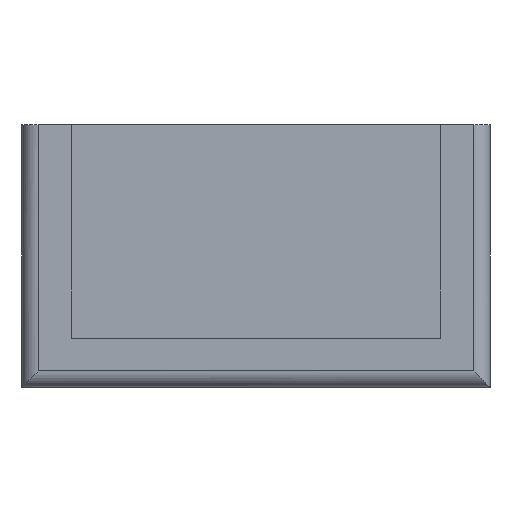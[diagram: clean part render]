
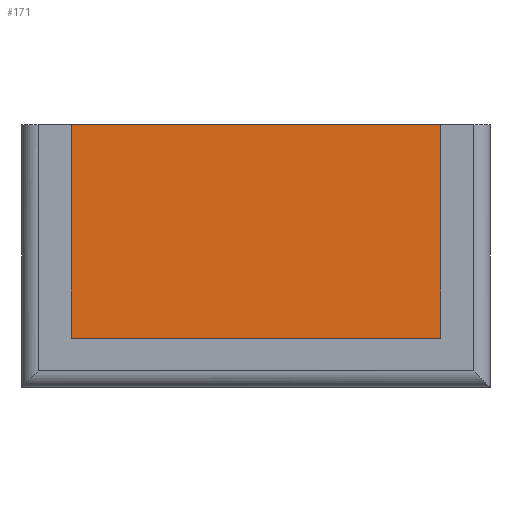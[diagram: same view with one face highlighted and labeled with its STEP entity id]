
A CAD part, front view. The second image highlights one B-rep face of the part: STEP entity #171.
In plain terms, the highlighted planar face has unit normal (0, -1, 0).
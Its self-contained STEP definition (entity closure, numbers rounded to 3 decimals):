
#10 = VECTOR ( 'NONE', #371, 1000. ) ;
#25 = DIRECTION ( 'NONE',  ( 0., 0., 1. ) ) ;
#26 = CARTESIAN_POINT ( 'NONE',  ( 1.5, 34., 0. ) ) ;
#42 = EDGE_CURVE ( 'NONE', #165, #195, #438, .T. ) ;
#95 = ORIENTED_EDGE ( 'NONE', *, *, #453, .T. ) ;
#107 = ORIENTED_EDGE ( 'NONE', *, *, #361, .T. ) ;
#111 = FACE_OUTER_BOUND ( 'NONE', #492, .T. ) ;
#136 = LINE ( 'NONE', #426, #231 ) ;
#165 = VERTEX_POINT ( 'NONE', #430 ) ;
#166 = ORIENTED_EDGE ( 'NONE', *, *, #42, .F. ) ;
#171 = ADVANCED_FACE ( 'NONE', ( #111 ), #310, .F. ) ;
#177 = CARTESIAN_POINT ( 'NONE',  ( 1.5, 34., -6.5 ) ) ;
#186 = ORIENTED_EDGE ( 'NONE', *, *, #508, .F. ) ;
#189 = DIRECTION ( 'NONE',  ( -1., 0., 0. ) ) ;
#195 = VERTEX_POINT ( 'NONE', #26 ) ;
#215 = LINE ( 'NONE', #177, #316 ) ;
#222 = DIRECTION ( 'NONE',  ( 0., 0., 1. ) ) ;
#228 = DIRECTION ( 'NONE',  ( 0., 1., 0. ) ) ;
#231 = VECTOR ( 'NONE', #189, 1000. ) ;
#233 = VERTEX_POINT ( 'NONE', #265 ) ;
#265 = CARTESIAN_POINT ( 'NONE',  ( 12.75, 34., -6.5 ) ) ;
#310 = PLANE ( 'NONE',  #363 ) ;
#316 = VECTOR ( 'NONE', #462, 1000. ) ;
#342 = VERTEX_POINT ( 'NONE', #354 ) ;
#354 = CARTESIAN_POINT ( 'NONE',  ( 12.75, 34., 0. ) ) ;
#360 = LINE ( 'NONE', #524, #507 ) ;
#361 = EDGE_CURVE ( 'NONE', #233, #342, #360, .T. ) ;
#363 = AXIS2_PLACEMENT_3D ( 'NONE', #376, #228, #222 ) ;
#371 = DIRECTION ( 'NONE',  ( 0., 0., 1. ) ) ;
#376 = CARTESIAN_POINT ( 'NONE',  ( 1.5, 34., -44.056 ) ) ;
#426 = CARTESIAN_POINT ( 'NONE',  ( 1.5, 34., 0. ) ) ;
#430 = CARTESIAN_POINT ( 'NONE',  ( 1.5, 34., -6.5 ) ) ;
#438 = LINE ( 'NONE', #505, #10 ) ;
#453 = EDGE_CURVE ( 'NONE', #342, #195, #136, .T. ) ;
#462 = DIRECTION ( 'NONE',  ( -1., 0., 0. ) ) ;
#492 = EDGE_LOOP ( 'NONE', ( #107, #95, #166, #186 ) ) ;
#505 = CARTESIAN_POINT ( 'NONE',  ( 1.5, 34., -44.056 ) ) ;
#507 = VECTOR ( 'NONE', #25, 1000. ) ;
#508 = EDGE_CURVE ( 'NONE', #233, #165, #215, .T. ) ;
#524 = CARTESIAN_POINT ( 'NONE',  ( 12.75, 34., -44.056 ) ) ;
